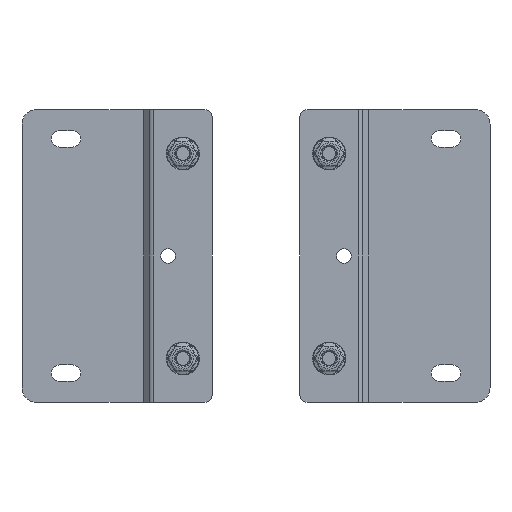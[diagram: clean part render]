
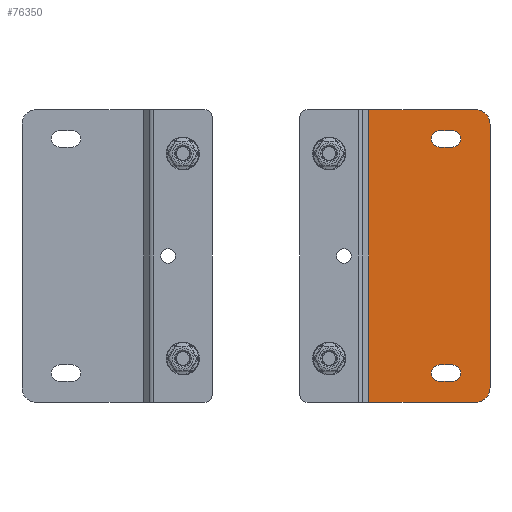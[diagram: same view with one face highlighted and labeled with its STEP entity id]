
A CAD part, front view. The second image highlights one B-rep face of the part: STEP entity #76350.
In plain terms, the highlighted planar face has unit normal (0, -1, 0).
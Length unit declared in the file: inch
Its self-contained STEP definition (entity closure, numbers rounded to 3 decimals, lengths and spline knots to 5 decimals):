
#303 = LINE ( 'NONE', #50399, #57583 ) ;
#365 = DIRECTION ( 'NONE',  ( 0., 0., -1. ) ) ;
#472 = VECTOR ( 'NONE', #66469, 39.37008 ) ;
#591 = EDGE_LOOP ( 'NONE', ( #60809, #15081, #70492, #63271 ) ) ;
#1121 = DIRECTION ( 'NONE',  ( 0., 0., -1. ) ) ;
#1324 = CARTESIAN_POINT ( 'NONE',  ( 2.6045, 0.125, -2.1405 ) ) ;
#1447 = AXIS2_PLACEMENT_3D ( 'NONE', #72816, #73220, #59554 ) ;
#2034 = ORIENTED_EDGE ( 'NONE', *, *, #51667, .T. ) ;
#2089 = VERTEX_POINT ( 'NONE', #46880 ) ;
#2735 = DIRECTION ( 'NONE',  ( -1., 0., 0. ) ) ;
#2808 = CARTESIAN_POINT ( 'NONE',  ( 3.245, 0.125, -2.25 ) ) ;
#3672 = DIRECTION ( 'NONE',  ( 0., 1., 0. ) ) ;
#4851 = CIRCLE ( 'NONE', #81506, 0.1405 ) ;
#6169 = EDGE_CURVE ( 'NONE', #62973, #80638, #4851, .T. ) ;
#7488 = ORIENTED_EDGE ( 'NONE', *, *, #63782, .F. ) ;
#8110 = EDGE_CURVE ( 'NONE', #2089, #14549, #40374, .T. ) ;
#8319 = EDGE_CURVE ( 'NONE', #50757, #47298, #303, .T. ) ;
#8908 = CARTESIAN_POINT ( 'NONE',  ( 2.3855, 0.125, -1.8595 ) ) ;
#9944 = ORIENTED_EDGE ( 'NONE', *, *, #40667, .F. ) ;
#14539 = CARTESIAN_POINT ( 'NONE',  ( 2.495, 0.125, -2.1405 ) ) ;
#14549 = VERTEX_POINT ( 'NONE', #50342 ) ;
#14563 = CARTESIAN_POINT ( 'NONE',  ( 1.17636, 0.125, 2.5 ) ) ;
#15081 = ORIENTED_EDGE ( 'NONE', *, *, #65398, .F. ) ;
#15171 = LINE ( 'NONE', #34581, #472 ) ;
#15560 = CIRCLE ( 'NONE', #76272, 0.1405 ) ;
#18233 = DIRECTION ( 'NONE',  ( 0., 1., 0. ) ) ;
#20102 = CARTESIAN_POINT ( 'NONE',  ( 2.6045, 0.125, -1.8595 ) ) ;
#20200 = DIRECTION ( 'NONE',  ( 0., 1., 0. ) ) ;
#21894 = AXIS2_PLACEMENT_3D ( 'NONE', #57765, #20200, #1121 ) ;
#22554 = VECTOR ( 'NONE', #40775, 39.37008 ) ;
#23370 = FACE_BOUND ( 'NONE', #31490, .T. ) ;
#24883 = CARTESIAN_POINT ( 'NONE',  ( 2.3855, 0.125, -2.1405 ) ) ;
#24914 = EDGE_CURVE ( 'NONE', #59369, #75620, #35644, .T. ) ;
#26576 = CARTESIAN_POINT ( 'NONE',  ( 2.3855, 0.125, 1.8595 ) ) ;
#29608 = VERTEX_POINT ( 'NONE', #42305 ) ;
#29648 = VECTOR ( 'NONE', #43232, 39.37008 ) ;
#30770 = CARTESIAN_POINT ( 'NONE',  ( 1.17636, 0.125, 2.5 ) ) ;
#31490 = EDGE_LOOP ( 'NONE', ( #2034, #7488, #66780, #55415 ) ) ;
#34381 = EDGE_CURVE ( 'NONE', #62973, #75620, #53068, .T. ) ;
#34581 = CARTESIAN_POINT ( 'NONE',  ( 3.245, 0.125, 0. ) ) ;
#34671 = VERTEX_POINT ( 'NONE', #2808 ) ;
#35644 = CIRCLE ( 'NONE', #1447, 0.1405 ) ;
#35913 = ORIENTED_EDGE ( 'NONE', *, *, #72579, .T. ) ;
#36534 = EDGE_CURVE ( 'NONE', #34671, #78220, #48791, .T. ) ;
#36884 = DIRECTION ( 'NONE',  ( 0., 1., 0. ) ) ;
#38285 = ORIENTED_EDGE ( 'NONE', *, *, #36534, .F. ) ;
#38470 = CARTESIAN_POINT ( 'NONE',  ( 2.995, 0.125, 2.25 ) ) ;
#38804 = ORIENTED_EDGE ( 'NONE', *, *, #48759, .T. ) ;
#40202 = VERTEX_POINT ( 'NONE', #58442 ) ;
#40374 = CIRCLE ( 'NONE', #53603, 0.25 ) ;
#40667 = EDGE_CURVE ( 'NONE', #78220, #47298, #63301, .T. ) ;
#40775 = DIRECTION ( 'NONE',  ( -1., 0., 0. ) ) ;
#42305 = CARTESIAN_POINT ( 'NONE',  ( 2.3855, 0.125, 2.1405 ) ) ;
#42429 = LINE ( 'NONE', #80471, #29648 ) ;
#43232 = DIRECTION ( 'NONE',  ( 1., 0., 0. ) ) ;
#43863 = CARTESIAN_POINT ( 'NONE',  ( 2.995, 0.125, -2.25 ) ) ;
#45110 = CARTESIAN_POINT ( 'NONE',  ( 2.995, 0.125, -2.5 ) ) ;
#46569 = CARTESIAN_POINT ( 'NONE',  ( 2.21068, 0.125, -2.5 ) ) ;
#46880 = CARTESIAN_POINT ( 'NONE',  ( 2.995, 0.125, 2.5 ) ) ;
#47298 = VERTEX_POINT ( 'NONE', #66322 ) ;
#47423 = CARTESIAN_POINT ( 'NONE',  ( 2.6045, 0.125, 2.1405 ) ) ;
#48759 = EDGE_CURVE ( 'NONE', #2089, #50757, #55097, .T. ) ;
#48791 = CIRCLE ( 'NONE', #56674, 0.25 ) ;
#48996 = PLANE ( 'NONE',  #57540 ) ;
#49407 = FACE_OUTER_BOUND ( 'NONE', #51468, .T. ) ;
#49660 = CIRCLE ( 'NONE', #21894, 0.1405 ) ;
#50163 = DIRECTION ( 'NONE',  ( -1., 0., 0. ) ) ;
#50342 = CARTESIAN_POINT ( 'NONE',  ( 3.245, 0.125, 2.25 ) ) ;
#50399 = CARTESIAN_POINT ( 'NONE',  ( 1.17636, 0.125, 2.5 ) ) ;
#50757 = VERTEX_POINT ( 'NONE', #14563 ) ;
#50876 = DIRECTION ( 'NONE',  ( 0., 1., 0. ) ) ;
#51468 = EDGE_LOOP ( 'NONE', ( #35913, #60104, #38804, #71180, #9944, #38285 ) ) ;
#51667 = EDGE_CURVE ( 'NONE', #74953, #40202, #15560, .T. ) ;
#53068 = LINE ( 'NONE', #73333, #75119 ) ;
#53603 = AXIS2_PLACEMENT_3D ( 'NONE', #38470, #50876, #76890 ) ;
#55097 = LINE ( 'NONE', #80328, #70688 ) ;
#55183 = DIRECTION ( 'NONE',  ( 0., -1., 0. ) ) ;
#55415 = ORIENTED_EDGE ( 'NONE', *, *, #73965, .F. ) ;
#56674 = AXIS2_PLACEMENT_3D ( 'NONE', #43863, #36884, #62123 ) ;
#57014 = CARTESIAN_POINT ( 'NONE',  ( 2.6045, 0.125, -2. ) ) ;
#57540 = AXIS2_PLACEMENT_3D ( 'NONE', #30770, #55183, #80008 ) ;
#57583 = VECTOR ( 'NONE', #69820, 39.37008 ) ;
#57765 = CARTESIAN_POINT ( 'NONE',  ( 2.3855, 0.125, 2. ) ) ;
#58442 = CARTESIAN_POINT ( 'NONE',  ( 2.6045, 0.125, 1.8595 ) ) ;
#59369 = VERTEX_POINT ( 'NONE', #24883 ) ;
#59554 = DIRECTION ( 'NONE',  ( 0., 0., -1. ) ) ;
#60104 = ORIENTED_EDGE ( 'NONE', *, *, #8110, .F. ) ;
#60351 = CARTESIAN_POINT ( 'NONE',  ( 2.6045, 0.125, 2. ) ) ;
#60809 = ORIENTED_EDGE ( 'NONE', *, *, #6169, .T. ) ;
#61012 = FACE_BOUND ( 'NONE', #591, .T. ) ;
#62123 = DIRECTION ( 'NONE',  ( 0., 0., -1. ) ) ;
#62973 = VERTEX_POINT ( 'NONE', #20102 ) ;
#63271 = ORIENTED_EDGE ( 'NONE', *, *, #34381, .F. ) ;
#63301 = LINE ( 'NONE', #46569, #22554 ) ;
#63782 = EDGE_CURVE ( 'NONE', #80645, #40202, #42429, .T. ) ;
#65398 = EDGE_CURVE ( 'NONE', #59369, #80638, #71185, .T. ) ;
#65543 = DIRECTION ( 'NONE',  ( -1., 0., 0. ) ) ;
#65675 = LINE ( 'NONE', #76500, #81234 ) ;
#65815 = DIRECTION ( 'NONE',  ( 1., 0., 0. ) ) ;
#66322 = CARTESIAN_POINT ( 'NONE',  ( 1.17636, 0.125, -2.5 ) ) ;
#66469 = DIRECTION ( 'NONE',  ( 0., 0., 1. ) ) ;
#66780 = ORIENTED_EDGE ( 'NONE', *, *, #67315, .T. ) ;
#67315 = EDGE_CURVE ( 'NONE', #80645, #29608, #49660, .T. ) ;
#69820 = DIRECTION ( 'NONE',  ( 0., 0., -1. ) ) ;
#70492 = ORIENTED_EDGE ( 'NONE', *, *, #24914, .T. ) ;
#70688 = VECTOR ( 'NONE', #50163, 39.37008 ) ;
#71180 = ORIENTED_EDGE ( 'NONE', *, *, #8319, .T. ) ;
#71185 = LINE ( 'NONE', #14539, #79810 ) ;
#72579 = EDGE_CURVE ( 'NONE', #34671, #14549, #15171, .T. ) ;
#72816 = CARTESIAN_POINT ( 'NONE',  ( 2.3855, 0.125, -2. ) ) ;
#73220 = DIRECTION ( 'NONE',  ( 0., 1., 0. ) ) ;
#73333 = CARTESIAN_POINT ( 'NONE',  ( 2.495, 0.125, -1.8595 ) ) ;
#73606 = DIRECTION ( 'NONE',  ( 0., 0., -1. ) ) ;
#73965 = EDGE_CURVE ( 'NONE', #74953, #29608, #65675, .T. ) ;
#74953 = VERTEX_POINT ( 'NONE', #47423 ) ;
#75119 = VECTOR ( 'NONE', #65543, 39.37008 ) ;
#75620 = VERTEX_POINT ( 'NONE', #8908 ) ;
#76272 = AXIS2_PLACEMENT_3D ( 'NONE', #60351, #3672, #73606 ) ;
#76350 = ADVANCED_FACE ( 'NONE', ( #23370, #61012, #49407 ), #48996, .T. ) ;
#76500 = CARTESIAN_POINT ( 'NONE',  ( 2.495, 0.125, 2.1405 ) ) ;
#76890 = DIRECTION ( 'NONE',  ( 0., 0., -1. ) ) ;
#78220 = VERTEX_POINT ( 'NONE', #45110 ) ;
#79810 = VECTOR ( 'NONE', #65815, 39.37008 ) ;
#80008 = DIRECTION ( 'NONE',  ( 0., 0., -1. ) ) ;
#80328 = CARTESIAN_POINT ( 'NONE',  ( 2.21068, 0.125, 2.5 ) ) ;
#80471 = CARTESIAN_POINT ( 'NONE',  ( 2.495, 0.125, 1.8595 ) ) ;
#80638 = VERTEX_POINT ( 'NONE', #1324 ) ;
#80645 = VERTEX_POINT ( 'NONE', #26576 ) ;
#81234 = VECTOR ( 'NONE', #2735, 39.37008 ) ;
#81506 = AXIS2_PLACEMENT_3D ( 'NONE', #57014, #18233, #365 ) ;
